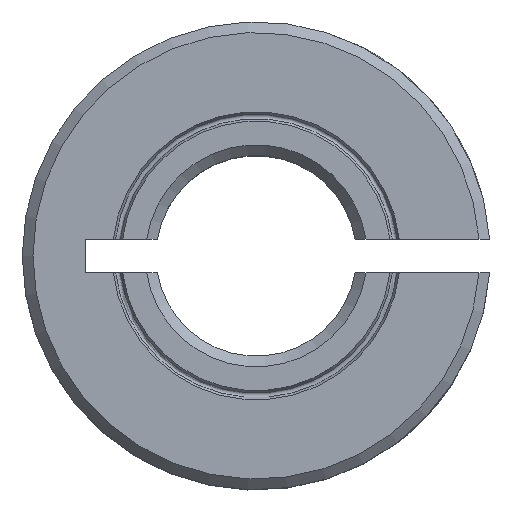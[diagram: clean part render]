
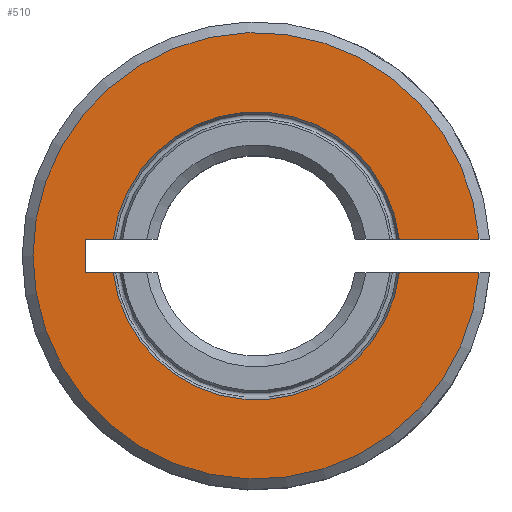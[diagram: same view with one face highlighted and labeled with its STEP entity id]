
A CAD part, top view. The second image highlights one B-rep face of the part: STEP entity #510.
In plain terms, the highlighted planar face has unit normal (0, 0, 1).
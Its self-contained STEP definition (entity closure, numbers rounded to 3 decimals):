
#22=PLANE('',#562);
#32=LINE('',#876,#55);
#41=LINE('',#936,#64);
#43=LINE('',#943,#66);
#46=LINE('',#967,#69);
#47=LINE('',#970,#70);
#55=VECTOR('',#615,3.781);
#64=VECTOR('',#660,1.588);
#66=VECTOR('',#664,1.334);
#69=VECTOR('',#683,3.781);
#70=VECTOR('',#686,1.334);
#127=CIRCLE('',#551,10.605);
#128=CIRCLE('',#556,6.84);
#132=CIRCLE('',#563,6.84);
#156=FACE_OUTER_BOUND('',#190,.T.);
#190=EDGE_LOOP('',(#439,#440,#441,#442,#443,#444,#445,#446));
#225=VERTEX_POINT('',#853);
#230=VERTEX_POINT('',#872);
#243=VERTEX_POINT('',#923);
#244=VERTEX_POINT('',#933);
#245=VERTEX_POINT('',#935);
#246=VERTEX_POINT('',#939);
#253=VERTEX_POINT('',#966);
#254=VERTEX_POINT('',#968);
#287=EDGE_CURVE('',#225,#230,#32,.T.);
#306=EDGE_CURVE('',#243,#230,#127,.T.);
#310=EDGE_CURVE('',#244,#245,#41,.T.);
#313=EDGE_CURVE('',#246,#244,#43,.T.);
#314=EDGE_CURVE('',#246,#225,#128,.T.);
#322=EDGE_CURVE('',#243,#253,#46,.T.);
#323=EDGE_CURVE('',#253,#254,#132,.T.);
#324=EDGE_CURVE('',#254,#245,#47,.T.);
#439=ORIENTED_EDGE('',*,*,#314,.T.);
#440=ORIENTED_EDGE('',*,*,#287,.T.);
#441=ORIENTED_EDGE('',*,*,#306,.F.);
#442=ORIENTED_EDGE('',*,*,#322,.T.);
#443=ORIENTED_EDGE('',*,*,#323,.T.);
#444=ORIENTED_EDGE('',*,*,#324,.T.);
#445=ORIENTED_EDGE('',*,*,#310,.F.);
#446=ORIENTED_EDGE('',*,*,#313,.F.);
#510=ADVANCED_FACE('',(#156),#22,.T.);
#551=AXIS2_PLACEMENT_3D('',#924,#653,#654);
#556=AXIS2_PLACEMENT_3D('',#945,#667,#668);
#562=AXIS2_PLACEMENT_3D('',#965,#681,#682);
#563=AXIS2_PLACEMENT_3D('',#969,#684,#685);
#615=DIRECTION('',(1.,0.,0.));
#653=DIRECTION('center_axis',(0.,0.,
-1.));
#654=DIRECTION('ref_axis',(-1.,0.,0.));
#660=DIRECTION('',(0.,-1.,0.));
#664=DIRECTION('',(-1.,0.,0.));
#667=DIRECTION('center_axis',(0.,0.,
-1.));
#668=DIRECTION('ref_axis',(-0.993,0.116,0.));
#681=DIRECTION('center_axis',(0.,0.,1.));
#682=DIRECTION('ref_axis',(1.,0.,0.));
#683=DIRECTION('',(-1.,0.,0.));
#684=DIRECTION('center_axis',(0.,0.,
-1.));
#685=DIRECTION('ref_axis',(0.993,-0.116,0.));
#686=DIRECTION('',(-1.,0.,0.));
#853=CARTESIAN_POINT('',(6.794,0.794,8.712));
#872=CARTESIAN_POINT('',(10.575,0.794,8.712));
#876=CARTESIAN_POINT('',(6.794,0.794,8.712));
#923=CARTESIAN_POINT('',(10.575,-0.794,8.712));
#924=CARTESIAN_POINT('Origin',(0.,0.,
8.712));
#933=CARTESIAN_POINT('',(-8.128,0.794,8.712));
#935=CARTESIAN_POINT('',(-8.128,-0.794,8.712));
#936=CARTESIAN_POINT('',(-8.128,0.794,8.712));
#939=CARTESIAN_POINT('',(-6.794,0.794,8.712));
#943=CARTESIAN_POINT('',(-6.794,0.794,8.712));
#945=CARTESIAN_POINT('Origin',(0.,0.,
8.712));
#965=CARTESIAN_POINT('Origin',(-0.015,-10.732,8.712));
#966=CARTESIAN_POINT('',(6.794,-0.794,8.712));
#967=CARTESIAN_POINT('',(10.575,-0.794,8.712));
#968=CARTESIAN_POINT('',(-6.794,-0.794,8.712));
#969=CARTESIAN_POINT('Origin',(0.,0.,
8.712));
#970=CARTESIAN_POINT('',(-6.794,-0.794,8.712));
